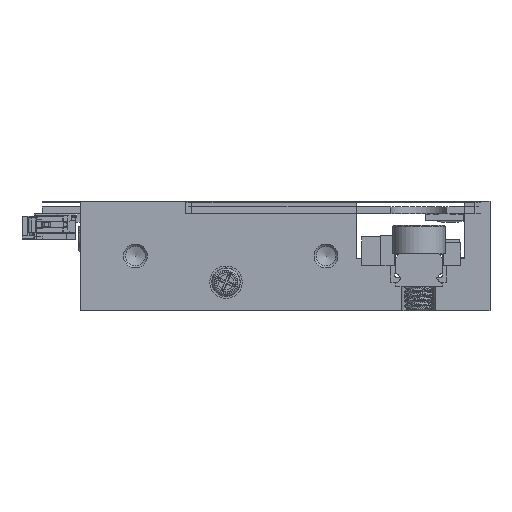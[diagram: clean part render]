
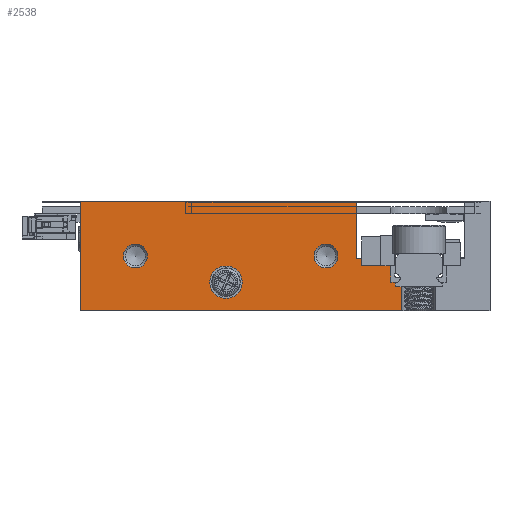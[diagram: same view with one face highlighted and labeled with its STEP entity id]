
A CAD part, left-side view. The second image highlights one B-rep face of the part: STEP entity #2538.
In plain terms, the highlighted planar face has unit normal (-1, 0, 0).
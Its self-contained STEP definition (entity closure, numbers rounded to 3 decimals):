
#1697=FACE_BOUND('',#6462,.T.);
#1698=FACE_BOUND('',#6463,.T.);
#1699=FACE_BOUND('',#6464,.T.);
#1700=FACE_BOUND('',#6465,.T.);
#2538=ADVANCED_FACE('',(#1697,#1698,#1699,#1700),#4098,.F.);
#4098=PLANE('',#30950);
#6462=EDGE_LOOP('',(#9553));
#6463=EDGE_LOOP('',(#9554));
#6464=EDGE_LOOP('',(#9555));
#6465=EDGE_LOOP('',(#9556,#9557,#9558,#9559,#9560,#9561,#9562,#9563));
#8563=CIRCLE('',#30947,1.7);
#8564=CIRCLE('',#30948,1.25);
#8565=CIRCLE('',#30949,1.25);
#9553=ORIENTED_EDGE('',*,*,#20584,.T.);
#9554=ORIENTED_EDGE('',*,*,#20585,.T.);
#9555=ORIENTED_EDGE('',*,*,#20586,.T.);
#9556=ORIENTED_EDGE('',*,*,#20564,.T.);
#9557=ORIENTED_EDGE('',*,*,#20587,.T.);
#9558=ORIENTED_EDGE('',*,*,#20588,.T.);
#9559=ORIENTED_EDGE('',*,*,#20589,.T.);
#9560=ORIENTED_EDGE('',*,*,#20590,.T.);
#9561=ORIENTED_EDGE('',*,*,#20542,.T.);
#9562=ORIENTED_EDGE('',*,*,#20516,.F.);
#9563=ORIENTED_EDGE('',*,*,#20526,.T.);
#17670=VERTEX_POINT('',#41578);
#17671=VERTEX_POINT('',#41580);
#17678=VERTEX_POINT('',#41597);
#17689=VERTEX_POINT('',#41629);
#17708=VERTEX_POINT('',#41673);
#17724=VERTEX_POINT('',#41714);
#17725=VERTEX_POINT('',#41716);
#17726=VERTEX_POINT('',#41718);
#17727=VERTEX_POINT('',#41720);
#17728=VERTEX_POINT('',#41722);
#17729=VERTEX_POINT('',#41724);
#20516=EDGE_CURVE('',#17670,#17671,#24608,.T.);
#20526=EDGE_CURVE('',#17670,#17678,#24616,.T.);
#20542=EDGE_CURVE('',#17689,#17671,#24632,.T.);
#20564=EDGE_CURVE('',#17678,#17708,#24643,.T.);
#20584=EDGE_CURVE('',#17724,#17724,#8563,.T.);
#20585=EDGE_CURVE('',#17725,#17725,#8564,.T.);
#20586=EDGE_CURVE('',#17726,#17726,#8565,.T.);
#20587=EDGE_CURVE('',#17708,#17727,#24662,.T.);
#20588=EDGE_CURVE('',#17727,#17728,#24663,.T.);
#20589=EDGE_CURVE('',#17728,#17729,#24664,.T.);
#20590=EDGE_CURVE('',#17729,#17689,#24665,.T.);
#24608=LINE('',#41579,#27775);
#24616=LINE('',#41598,#27783);
#24632=LINE('',#41628,#27799);
#24643=LINE('',#41674,#27810);
#24662=LINE('',#41719,#27829);
#24663=LINE('',#41721,#27830);
#24664=LINE('',#41723,#27831);
#24665=LINE('',#41725,#27832);
#27775=VECTOR('',#33441,1.);
#27783=VECTOR('',#33455,1.);
#27799=VECTOR('',#33479,1.);
#27810=VECTOR('',#33520,1.);
#27829=VECTOR('',#33555,1.);
#27830=VECTOR('',#33556,1.);
#27831=VECTOR('',#33557,1.);
#27832=VECTOR('',#33558,1.);
#30947=AXIS2_PLACEMENT_3D('',#41713,#33549,#33550);
#30948=AXIS2_PLACEMENT_3D('',#41715,#33551,#33552);
#30949=AXIS2_PLACEMENT_3D('',#41717,#33553,#33554);
#30950=AXIS2_PLACEMENT_3D('',#41726,#33559,#33560);
#33441=DIRECTION('',(0.,-1.,0.));
#33455=DIRECTION('',(0.,0.,-1.));
#33479=DIRECTION('',(0.,0.,1.));
#33520=DIRECTION('',(0.,-1.,0.));
#33549=DIRECTION('',(1.,0.,0.));
#33550=DIRECTION('',(0.,1.,0.));
#33551=DIRECTION('',(1.,0.,0.));
#33552=DIRECTION('',(0.,1.,0.));
#33553=DIRECTION('',(1.,0.,0.));
#33554=DIRECTION('',(0.,1.,0.));
#33555=DIRECTION('',(0.,0.,1.));
#33556=DIRECTION('',(0.,1.,0.));
#33557=DIRECTION('',(0.,0.,1.));
#33558=DIRECTION('',(0.,1.,0.));
#33559=DIRECTION('',(1.,0.,0.));
#33560=DIRECTION('',(0.,1.,0.));
#41578=CARTESIAN_POINT('',(-15.,43.,11.5));
#41579=CARTESIAN_POINT('',(-15.,43.,11.5));
#41580=CARTESIAN_POINT('',(-15.,14.05,11.5));
#41597=CARTESIAN_POINT('',(-15.,43.,0.));
#41598=CARTESIAN_POINT('',(-15.,43.,11.5));
#41628=CARTESIAN_POINT('',(-15.,14.05,5.5));
#41629=CARTESIAN_POINT('',(-15.,14.05,5.5));
#41673=CARTESIAN_POINT('',(-15.,9.25,0.));
#41674=CARTESIAN_POINT('',(-15.,43.,0.));
#41713=CARTESIAN_POINT('',(-15.,27.7,3.));
#41714=CARTESIAN_POINT('',(-15.,29.4,3.));
#41715=CARTESIAN_POINT('',(-15.,37.2,5.75));
#41716=CARTESIAN_POINT('',(-15.,38.45,5.75));
#41717=CARTESIAN_POINT('',(-15.,17.2,5.75));
#41718=CARTESIAN_POINT('',(-15.,18.45,5.75));
#41719=CARTESIAN_POINT('',(-15.,9.25,-0.3));
#41720=CARTESIAN_POINT('',(-15.,9.25,3.));
#41721=CARTESIAN_POINT('',(-15.,4.6,3.));
#41722=CARTESIAN_POINT('',(-15.,10.4,3.));
#41723=CARTESIAN_POINT('',(-15.,10.4,3.));
#41724=CARTESIAN_POINT('',(-15.,10.4,5.5));
#41725=CARTESIAN_POINT('',(-15.,10.4,5.5));
#41726=CARTESIAN_POINT('',(-15.,43.,11.5));
